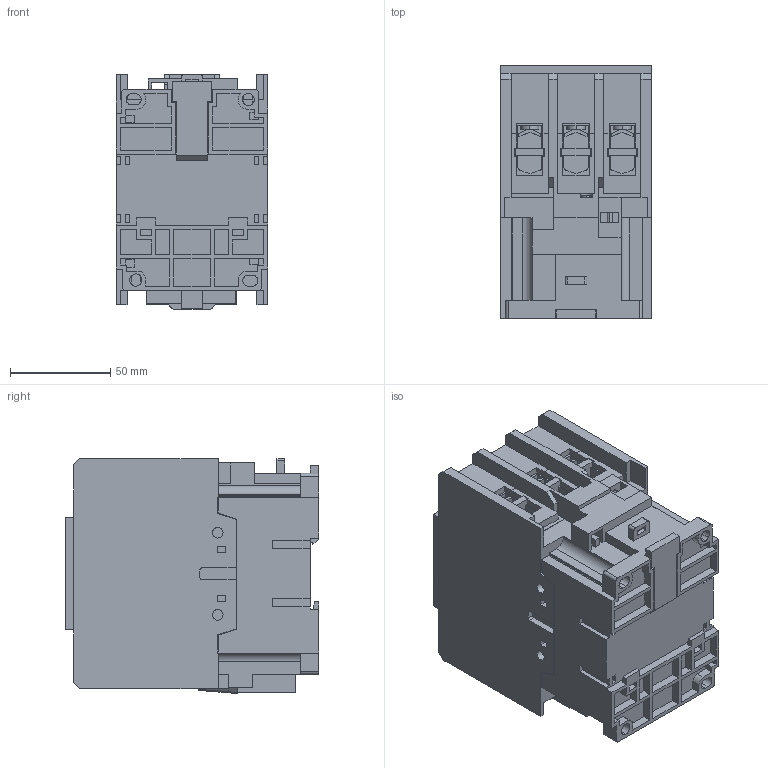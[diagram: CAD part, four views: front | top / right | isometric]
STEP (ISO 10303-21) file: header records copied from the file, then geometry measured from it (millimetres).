
FILE_DESCRIPTION((''),'2;1');
FILE_NAME('CEM95_105','2018-05-14T',('luka.skrinjar'),('Audax d.o.o.'),'CREO PARAMETRIC BY PTC INC, 2016050','CREO PARAMETRIC BY PTC INC, 2016050','');
FILE_SCHEMA(('AUTOMOTIVE_DESIGN { 1 0 10303 214 1 1 1 1 }'));
Length unit declared in the file: millimetre
Products named in the file (1): CEM95_105
Bounding box: 75.35 x 126.05 x 117 mm (x, y, z)
Volume: 869751 mm3; surface area: 100862 mm2
Topology: 1 solids, 4 shells, 1117 faces, 2990 edges, 1959 vertices
Faces by surface type: plane 969, cylinder 132, cone 10, extrusion 6
Entity records: 34779 total; most frequent: CARTESIAN_POINT 6369, ORIENTED_EDGE 5980, DIRECTION 5521, EDGE_CURVE 2990, VECTOR 2629, LINE 2623, VERTEX_POINT 1959, AXIS2_PLACEMENT_3D 1446
